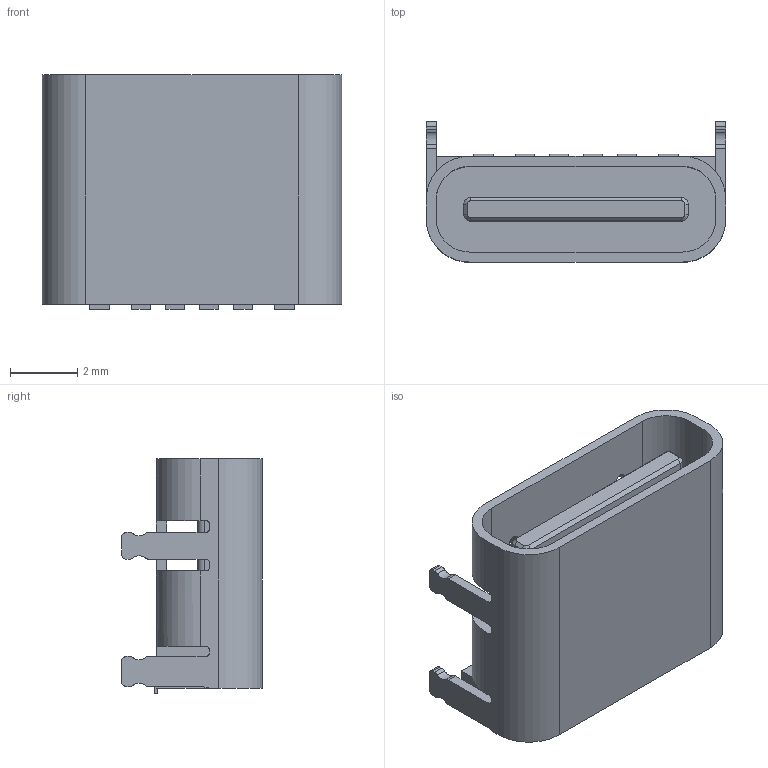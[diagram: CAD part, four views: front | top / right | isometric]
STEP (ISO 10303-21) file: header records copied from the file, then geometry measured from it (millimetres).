
FILE_DESCRIPTION (( 'STEP AP214' ), '1' );
FILE_NAME ('U262-061N-4BVC11.stp', '2025-06-26T03:12:48', ( '' ), ( '' ), 'SwSTEP 2.0', 'SolidWorks 2025', '' );
FILE_SCHEMA (( 'AUTOMOTIVE_DESIGN' ));
Length unit declared in the file: millimetre
Products named in the file (1): U262-061N-4BVC11
Bounding box: 8.95 x 4.2 x 7 mm (x, y, z)
Volume: 90.2 mm3; surface area: 402.4 mm2
Topology: 1 solids, 1 shells, 196 faces, 556 edges, 366 vertices
Faces by surface type: plane 110, cylinder 74, bspline 8, cone 4
Entity records: 7088 total; most frequent: CARTESIAN_POINT 1223, ORIENTED_EDGE 1112, DIRECTION 1072, EDGE_CURVE 556, LINE 386, VECTOR 386, VERTEX_POINT 366, AXIS2_PLACEMENT_3D 343
